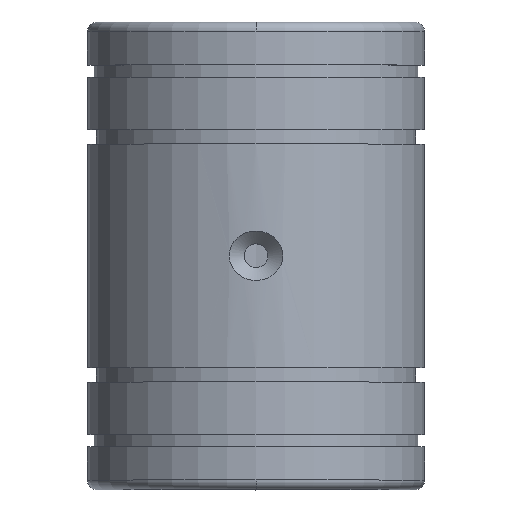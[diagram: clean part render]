
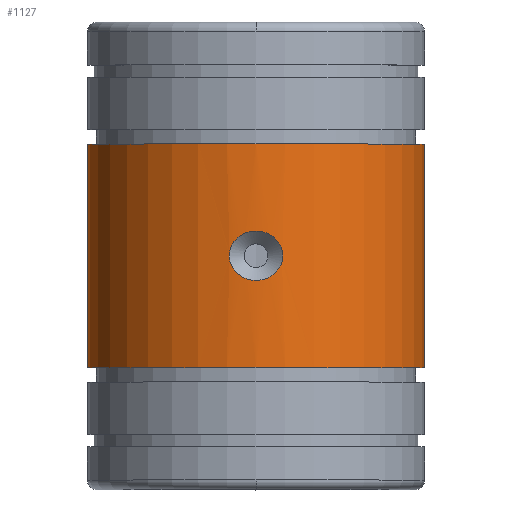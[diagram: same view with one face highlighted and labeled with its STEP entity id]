
A CAD part, top view. The second image highlights one B-rep face of the part: STEP entity #1127.
In plain terms, the highlighted cylindrical face has radius 44.966 mm (diameter 89.931 mm), a partial arc.
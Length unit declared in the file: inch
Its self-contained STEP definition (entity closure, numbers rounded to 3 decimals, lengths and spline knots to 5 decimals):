
#1041=CARTESIAN_POINT('',(0.0,2.0843,0.0));
#1042=DIRECTION('',(0.0,-1.0,0.0));
#1043=DIRECTION('',(1.0,0.0,0.0));
#1044=AXIS2_PLACEMENT_3D('',#1041,#1042,#1043);
#1045=CYLINDRICAL_SURFACE('',#1044,1.7703);
#1046=CARTESIAN_POINT('',(1.7703,3.2581,0.0));
#1047=VERTEX_POINT('',#1046);
#1048=CARTESIAN_POINT('',(1.7703,0.9105,0.0));
#1049=VERTEX_POINT('',#1048);
#1050=CARTESIAN_POINT('',(1.7703,3.2581,0.0));
#1051=DIRECTION('',(0.0,-1.0,0.0));
#1052=VECTOR('',#1051,2.3476);
#1053=LINE('',#1050,#1052);
#1054=EDGE_CURVE('',#1047,#1049,#1053,.T.);
#1055=ORIENTED_EDGE('',*,*,#1054,.F.);
#1056=CARTESIAN_POINT('',(-1.7703,3.2581,0.));
#1057=VERTEX_POINT('',#1056);
#1058=CARTESIAN_POINT('',(0.0,3.2581,0.0));
#1059=DIRECTION('',(0.0,-1.0,0.0));
#1060=DIRECTION('',(1.0,0.0,0.0));
#1061=AXIS2_PLACEMENT_3D('',#1058,#1059,#1060);
#1062=CIRCLE('',#1061,1.7703);
#1063=EDGE_CURVE('',#1047,#1057,#1062,.T.);
#1064=ORIENTED_EDGE('',*,*,#1063,.T.);
#1065=CARTESIAN_POINT('',(-1.7703,0.9105,0.));
#1066=VERTEX_POINT('',#1065);
#1067=CARTESIAN_POINT('',(-1.7703,0.9105,0.));
#1068=DIRECTION('',(0.0,1.0,0.0));
#1069=VECTOR('',#1068,2.3476);
#1070=LINE('',#1067,#1069);
#1071=EDGE_CURVE('',#1066,#1057,#1070,.T.);
#1072=ORIENTED_EDGE('',*,*,#1071,.F.);
#1073=CARTESIAN_POINT('',(0.0,0.9105,0.0));
#1074=DIRECTION('',(0.0,-1.0,0.0));
#1075=DIRECTION('',(1.0,0.0,0.0));
#1076=AXIS2_PLACEMENT_3D('',#1073,#1074,#1075);
#1077=CIRCLE('',#1076,1.7703);
#1078=EDGE_CURVE('',#1049,#1066,#1077,.T.);
#1079=ORIENTED_EDGE('',*,*,#1078,.F.);
#1080=EDGE_LOOP('',(#1055,#1064,#1072,#1079));
#1081=FACE_OUTER_BOUND('',#1080,.T.);
#1082=CARTESIAN_POINT('',(-0.28041,2.0843,1.74795));
#1083=VERTEX_POINT('',#1082);
#1084=CARTESIAN_POINT('',(-0.28041,2.0843,1.74795));
#1085=CARTESIAN_POINT('',(-0.28041,2.09576,1.74795));
#1086=CARTESIAN_POINT('',(-0.27967,2.10694,1.74807));
#1087=CARTESIAN_POINT('',(-0.27597,2.13195,1.74866));
#1088=CARTESIAN_POINT('',(-0.27284,2.14634,1.74916));
#1089=CARTESIAN_POINT('',(-0.25682,2.19344,1.75161));
#1090=CARTESIAN_POINT('',(-0.23741,2.22759,1.75453));
#1091=CARTESIAN_POINT('',(-0.18146,2.28568,1.7612));
#1092=CARTESIAN_POINT('',(-0.14547,2.30879,1.76468));
#1093=CARTESIAN_POINT('',(-0.07344,2.33702,1.76914));
#1094=CARTESIAN_POINT('',(-0.03669,2.34347,1.7703));
#1095=CARTESIAN_POINT('',(0.03669,2.34347,1.7703));
#1096=CARTESIAN_POINT('',(0.07341,2.33671,1.7691));
#1097=CARTESIAN_POINT('',(0.14118,2.31077,1.76499));
#1098=CARTESIAN_POINT('',(0.1722,2.29162,1.7621));
#1099=CARTESIAN_POINT('',(0.22405,2.24378,1.75626));
#1100=CARTESIAN_POINT('',(0.24485,2.21512,1.75334));
#1101=CARTESIAN_POINT('',(0.27306,2.15234,1.74917));
#1102=CARTESIAN_POINT('',(0.28041,2.1183,1.74795));
#1103=CARTESIAN_POINT('',(0.28041,2.05031,1.74795));
#1104=CARTESIAN_POINT('',(0.27306,2.01627,1.74917));
#1105=CARTESIAN_POINT('',(0.24485,1.95349,1.75334));
#1106=CARTESIAN_POINT('',(0.22405,1.92483,1.75626));
#1107=CARTESIAN_POINT('',(0.1722,1.87699,1.7621));
#1108=CARTESIAN_POINT('',(0.14118,1.85784,1.76499));
#1109=CARTESIAN_POINT('',(0.07341,1.8319,1.7691));
#1110=CARTESIAN_POINT('',(0.03669,1.82514,1.7703));
#1111=CARTESIAN_POINT('',(-0.03669,1.82514,1.7703));
#1112=CARTESIAN_POINT('',(-0.07344,1.83159,1.76914));
#1113=CARTESIAN_POINT('',(-0.13647,1.85629,1.76524));
#1114=CARTESIAN_POINT('',(-0.16344,1.87168,1.7629));
#1115=CARTESIAN_POINT('',(-0.2048,1.90592,1.7585));
#1116=CARTESIAN_POINT('',(-0.22048,1.92277,1.75656));
#1117=CARTESIAN_POINT('',(-0.25236,1.96692,1.75233));
#1118=CARTESIAN_POINT('',(-0.26504,1.99577,1.75036));
#1119=CARTESIAN_POINT('',(-0.27878,2.04614,1.74823));
#1120=CARTESIAN_POINT('',(-0.28041,2.06498,1.74795));
#1121=CARTESIAN_POINT('',(-0.28041,2.0843,1.74795));
#1122=B_SPLINE_CURVE_WITH_KNOTS('',3,(#1084,#1085,#1086,#1087,#1088,#1089,#1090,#1091,#1092,#1093,#1094,#1095,#1096,#1097,#1098,#1099,#1100,#1101,#1102,#1103,#1104,#1105,#1106,#1107,#1108,#1109,#1110,#1111,#1112,#1113,#1114,#1115,#1116,#1117,#1118,#1119,#1120,#1121),.UNSPECIFIED.,.T.,.U.,(4,2,2,2,2,2,2,2,2,2,2,2,2,2,2,2,2,2,4),(0.0,0.12796,0.25592,0.51183,0.76775,1.02367,1.27959,1.5355,1.79142,2.04734,2.30326,2.55917,2.81509,3.07101,3.32692,3.51886,3.66282,3.87875,4.09468),.UNSPECIFIED.);
#1123=EDGE_CURVE('',#1083,#1083,#1122,.F.);
#1124=ORIENTED_EDGE('',*,*,#1123,.F.);
#1125=EDGE_LOOP('',(#1124));
#1126=FACE_BOUND('',#1125,.T.);
#1127=ADVANCED_FACE('',(#1081,#1126),#1045,.T.);
